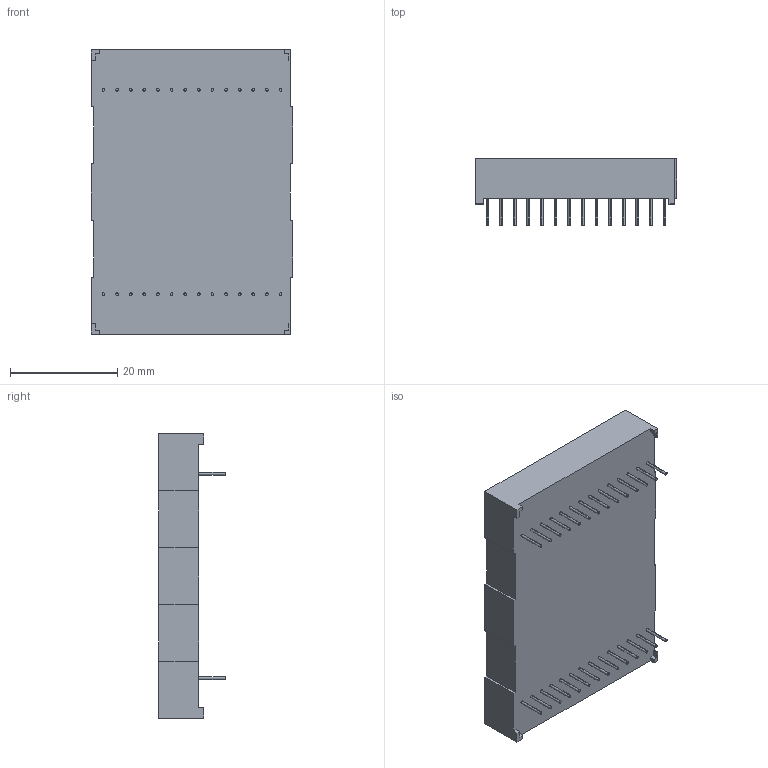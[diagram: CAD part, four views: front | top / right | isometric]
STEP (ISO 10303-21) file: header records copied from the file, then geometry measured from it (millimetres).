
FILE_DESCRIPTION (( 'STEP AP214' ), '1' );
FILE_NAME ('TBX20-22.STEP', '2010-10-29T16:12:10', ( '' ), ( '' ), 'SwSTEP 2.0', 'SolidWorks 2008', '' );
FILE_SCHEMA (( 'AUTOMOTIVE_DESIGN' ));
Length unit declared in the file: millimetre
Products named in the file (1): TBX20-22
Bounding box: 37.65 x 12.45 x 53 mm (x, y, z)
Volume: 14668.1 mm3; surface area: 5584.4 mm2
Topology: 1 solids, 1 shells, 514 faces, 1263 edges, 842 vertices
Faces by surface type: plane 272, cylinder 126, bspline 116
Entity records: 26332 total; most frequent: CARTESIAN_POINT 9008, ORIENTED_EDGE 2526, DIRECTION 2081, EDGE_CURVE 1263, VERTEX_POINT 842, VECTOR 779, LINE 779, AXIS2_PLACEMENT_3D 651
